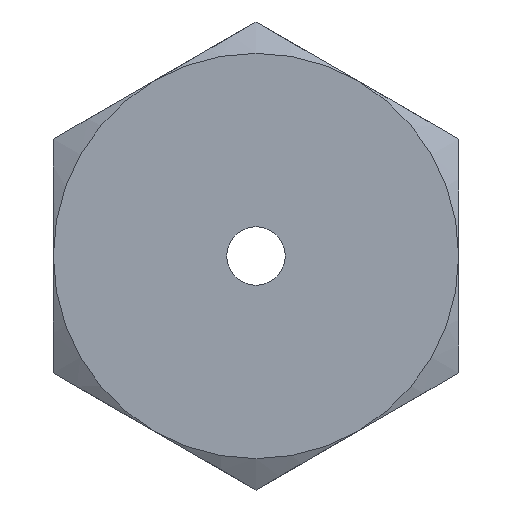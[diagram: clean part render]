
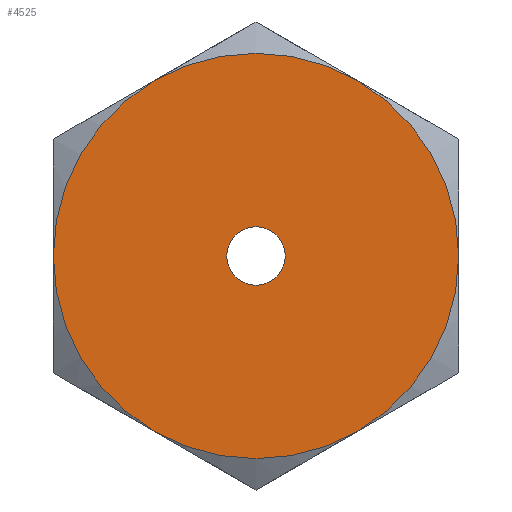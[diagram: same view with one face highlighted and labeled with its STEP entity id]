
A CAD part, left-side view. The second image highlights one B-rep face of the part: STEP entity #4525.
In plain terms, the highlighted planar face has unit normal (-1, 0, 0).
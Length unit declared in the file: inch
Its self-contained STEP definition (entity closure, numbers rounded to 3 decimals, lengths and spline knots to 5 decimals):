
#2044=CARTESIAN_POINT('',(-0.17,0.10925,
-0.18923));
#2059=CARTESIAN_POINT('',(-0.17,0.2185,
0.));
#2088=CARTESIAN_POINT('',(-0.17,0.10925,
0.18923));
#2103=CARTESIAN_POINT('',(-0.17,0.,0.));
#2104=DIRECTION('',(-1.,0.,0.));
#2105=DIRECTION('',(0.,1.,0.));
#2106=AXIS2_PLACEMENT_3D('',#2103,#2104,#2105);
#2108=CARTESIAN_POINT('',(-0.17,0.,0.));
#2109=DIRECTION('',(-1.,0.,0.));
#2110=DIRECTION('',(0.,0.5,0.866));
#2111=AXIS2_PLACEMENT_3D('',#2108,#2109,#2110);
#2113=CARTESIAN_POINT('',(-0.17,0.,0.));
#2114=DIRECTION('',(-1.,0.,0.));
#2115=DIRECTION('',(0.,-0.5,0.866));
#2116=AXIS2_PLACEMENT_3D('',#2113,#2114,#2115);
#2118=CARTESIAN_POINT('',(-0.17,0.,0.));
#2119=DIRECTION('',(-1.,0.,0.));
#2120=DIRECTION('',(0.,-1.,0.));
#2121=AXIS2_PLACEMENT_3D('',#2118,#2119,#2120);
#2123=CARTESIAN_POINT('',(-0.17,0.,0.));
#2124=DIRECTION('',(-1.,0.,0.));
#2125=DIRECTION('',(0.,-0.5,-0.866));
#2126=AXIS2_PLACEMENT_3D('',#2123,#2124,#2125);
#2128=CARTESIAN_POINT('',(-0.17,0.,0.));
#2129=DIRECTION('',(-1.,0.,0.));
#2130=DIRECTION('',(0.,0.5,-0.866));
#2131=AXIS2_PLACEMENT_3D('',#2128,#2129,#2130);
#2133=CARTESIAN_POINT('',(-0.17,0.,0.));
#2134=DIRECTION('',(1.,0.,0.));
#2135=DIRECTION('',(0.,-1.,0.));
#2136=AXIS2_PLACEMENT_3D('',#2133,#2134,#2135);
#2138=CARTESIAN_POINT('',(-0.17,0.,0.));
#2139=DIRECTION('',(1.,0.,0.));
#2140=DIRECTION('',(0.,1.,0.));
#2141=AXIS2_PLACEMENT_3D('',#2138,#2139,#2140);
#2158=CARTESIAN_POINT('',(-0.17,-0.10925,
0.18923));
#2180=CARTESIAN_POINT('',(-0.17,-0.2185,
0.));
#2202=CARTESIAN_POINT('',(-0.17,-0.10925,
-0.18923));
#2306=VERTEX_POINT('',#2044);
#2308=VERTEX_POINT('',#2059);
#2311=VERTEX_POINT('',#2088);
#2313=VERTEX_POINT('',#2158);
#2315=VERTEX_POINT('',#2180);
#2316=VERTEX_POINT('',#2202);
#2321=CARTESIAN_POINT('',(-0.17,-0.0315,0.));
#2322=CARTESIAN_POINT('',(-0.17,0.0315,0.));
#2323=VERTEX_POINT('',#2321);
#2324=VERTEX_POINT('',#2322);
#4506=CARTESIAN_POINT('',(-0.17,0.,0.));
#4507=DIRECTION('',(1.,0.,0.));
#4508=DIRECTION('',(0.,1.,0.));
#4509=AXIS2_PLACEMENT_3D('',#4506,#4507,#4508);
#4510=PLANE('',#4509);
#4511=ORIENTED_EDGE('',*,*,#4404,.F.);
#4512=ORIENTED_EDGE('',*,*,#4474,.F.);
#4513=ORIENTED_EDGE('',*,*,#4487,.F.);
#4514=ORIENTED_EDGE('',*,*,#4501,.F.);
#4515=ORIENTED_EDGE('',*,*,#4431,.F.);
#4516=ORIENTED_EDGE('',*,*,#4415,.F.);
#4517=EDGE_LOOP('',(#4511,#4512,#4513,#4514,#4515,#4516));
#4518=FACE_OUTER_BOUND('',#4517,.F.);
#4520=ORIENTED_EDGE('',*,*,#4519,.F.);
#4522=ORIENTED_EDGE('',*,*,#4521,.F.);
#4523=EDGE_LOOP('',(#4520,#4522));
#4524=FACE_BOUND('',#4523,.F.);
#2107=CIRCLE('',#2106,0.2185);
#2112=CIRCLE('',#2111,0.2185);
#2117=CIRCLE('',#2116,0.2185);
#2122=CIRCLE('',#2121,0.2185);
#2127=CIRCLE('',#2126,0.2185);
#2132=CIRCLE('',#2131,0.2185);
#2137=CIRCLE('',#2136,0.0315);
#2142=CIRCLE('',#2141,0.0315);
#4404=EDGE_CURVE('',#2308,#2306,#2107,.T.);
#4415=EDGE_CURVE('',#2306,#2316,#2132,.T.);
#4431=EDGE_CURVE('',#2316,#2315,#2127,.T.);
#4474=EDGE_CURVE('',#2311,#2308,#2112,.T.);
#4487=EDGE_CURVE('',#2313,#2311,#2117,.T.);
#4501=EDGE_CURVE('',#2315,#2313,#2122,.T.);
#4519=EDGE_CURVE('',#2323,#2324,#2137,.T.);
#4521=EDGE_CURVE('',#2324,#2323,#2142,.T.);
#4525=ADVANCED_FACE('',(#4518,#4524),#4510,.F.);
